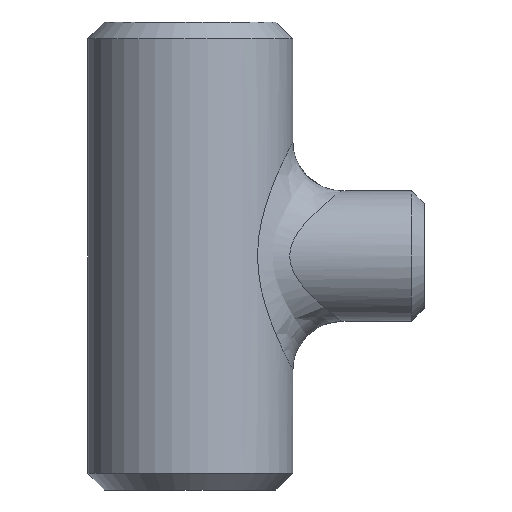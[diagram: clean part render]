
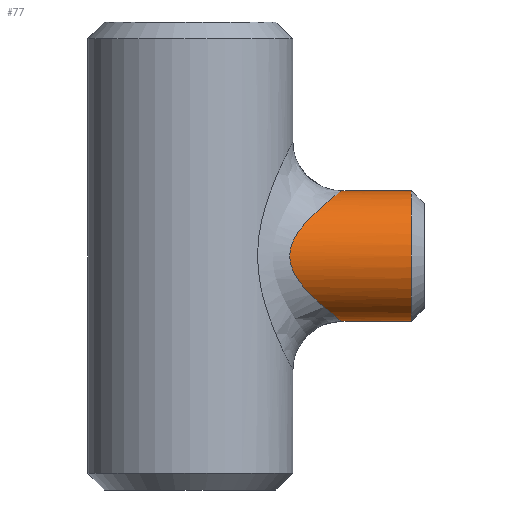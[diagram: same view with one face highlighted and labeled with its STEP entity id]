
A CAD part, front view. The second image highlights one B-rep face of the part: STEP entity #77.
In plain terms, the highlighted cylindrical face has radius 10.65 mm (diameter 21.3 mm), a partial arc.
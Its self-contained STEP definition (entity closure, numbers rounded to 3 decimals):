
#5 = CARTESIAN_POINT ( 'NONE',  ( 16.502, -10.495, -1.849 ) ) ;
#18 = CARTESIAN_POINT ( 'NONE',  ( 24.44, -2.169, 10.454 ) ) ;
#29 = CARTESIAN_POINT ( 'NONE',  ( 16.181, -10.657, 0.08 ) ) ;
#35 = ORIENTED_EDGE ( 'NONE', *, *, #364, .T. ) ;
#41 = CARTESIAN_POINT ( 'NONE',  ( 23.666, -4.053, -9.855 ) ) ;
#52 = DIRECTION ( 'NONE',  ( -1., 0., 0. ) ) ;
#65 = CARTESIAN_POINT ( 'NONE',  ( 24.7, 0., -10.65 ) ) ;
#77 = ADVANCED_FACE ( 'NONE', ( #1246 ), #967, .T. ) ;
#142 = CARTESIAN_POINT ( 'NONE',  ( 21.678, -6.766, 8.231 ) ) ;
#152 = CARTESIAN_POINT ( 'NONE',  ( 21.441, -7.007, 8.026 ) ) ;
#187 = CARTESIAN_POINT ( 'NONE',  ( 22.037, -6.377, -8.536 ) ) ;
#195 = CARTESIAN_POINT ( 'NONE',  ( 24.684, -0.522, 10.638 ) ) ;
#272 = DIRECTION ( 'NONE',  ( -1., 0., 0. ) ) ;
#277 = CARTESIAN_POINT ( 'NONE',  ( 17.13, -10.165, -3.258 ) ) ;
#297 = CARTESIAN_POINT ( 'NONE',  ( 16.87, -10.303, 2.717 ) ) ;
#298 = DIRECTION ( 'NONE',  ( -1., 0., 0. ) ) ;
#334 = CARTESIAN_POINT ( 'NONE',  ( 24.13, -3.035, -10.215 ) ) ;
#339 = DIRECTION ( 'NONE',  ( 0., 0., 1. ) ) ;
#341 = VERTEX_POINT ( 'NONE', #636 ) ;
#350 = DIRECTION ( 'NONE',  ( -1., 0., 0. ) ) ;
#364 = EDGE_CURVE ( 'NONE', #938, #1194, #487, .T. ) ;
#366 = CARTESIAN_POINT ( 'NONE',  ( 23.106, -4.994, -9.412 ) ) ;
#432 = CARTESIAN_POINT ( 'NONE',  ( 18.536, -9.332, 5.169 ) ) ;
#438 = CARTESIAN_POINT ( 'NONE',  ( 24.7, -0.105, 10.65 ) ) ;
#442 = CARTESIAN_POINT ( 'NONE',  ( 24.676, -0.626, 10.632 ) ) ;
#468 = VECTOR ( 'NONE', #52, 1000. ) ;
#487 = LINE ( 'NONE', #1695, #468 ) ;
#499 = CARTESIAN_POINT ( 'NONE',  ( 23.303, -4.688, -9.569 ) ) ;
#512 = CARTESIAN_POINT ( 'NONE',  ( 24.476, -1.932, -10.48 ) ) ;
#519 = CARTESIAN_POINT ( 'NONE',  ( 20.373, -7.991, -7.067 ) ) ;
#566 = EDGE_CURVE ( 'NONE', #1312, #938, #1006, .T. ) ;
#603 = CARTESIAN_POINT ( 'NONE',  ( 38.1, 0., -10.65 ) ) ;
#624 = CARTESIAN_POINT ( 'NONE',  ( 20.963, -7.464, 7.603 ) ) ;
#632 = CARTESIAN_POINT ( 'NONE',  ( 24.7, 0., 10.65 ) ) ;
#636 = CARTESIAN_POINT ( 'NONE',  ( 24.7, 0., -10.65 ) ) ;
#637 = CARTESIAN_POINT ( 'NONE',  ( 23.374, -4.57, 9.626 ) ) ;
#668 = CARTESIAN_POINT ( 'NONE',  ( 22.695, -5.575, -9.08 ) ) ;
#675 = CARTESIAN_POINT ( 'NONE',  ( 21.1, -7.337, -7.726 ) ) ;
#682 = B_SPLINE_CURVE_WITH_KNOTS ( 'NONE', 3,
 ( #632, #438, #1140, #195, #805 ),
 .UNSPECIFIED., .F., .F.,
 ( 4, 1, 4 ),
 ( 0., 0., 0.001 ),
 .UNSPECIFIED. ) ;
#756 = AXIS2_PLACEMENT_3D ( 'NONE', #924, #350, #339 ) ;
#764 = CARTESIAN_POINT ( 'NONE',  ( 16.202, -10.646, 0.48 ) ) ;
#786 = CARTESIAN_POINT ( 'NONE',  ( 18.069, -9.623, 4.61 ) ) ;
#799 = CARTESIAN_POINT ( 'NONE',  ( 24.56, -1.548, -10.544 ) ) ;
#805 = CARTESIAN_POINT ( 'NONE',  ( 24.676, -0.626, 10.632 ) ) ;
#818 = CARTESIAN_POINT ( 'NONE',  ( 18.915, -9.073, -5.586 ) ) ;
#828 = CARTESIAN_POINT ( 'NONE',  ( 19.156, -8.907, -5.846 ) ) ;
#835 = CARTESIAN_POINT ( 'NONE',  ( 24.672, -0.778, -10.629 ) ) ;
#887 = CARTESIAN_POINT ( 'NONE',  ( 17.539, -9.938, -3.882 ) ) ;
#907 = CARTESIAN_POINT ( 'NONE',  ( 16.704, -10.391, 2.364 ) ) ;
#924 = CARTESIAN_POINT ( 'NONE',  ( 38.1, 0., 0. ) ) ;
#938 = VERTEX_POINT ( 'NONE', #1532 ) ;
#950 = ORIENTED_EDGE ( 'NONE', *, *, #1030, .T. ) ;
#964 = CARTESIAN_POINT ( 'NONE',  ( 19.882, -8.381, -6.6 ) ) ;
#967 = CYLINDRICAL_SURFACE ( 'NONE', #756, 10.65 ) ;
#984 = ORIENTED_EDGE ( 'NONE', *, *, #566, .T. ) ;
#1006 = CIRCLE ( 'NONE', #1142, 10.65 ) ;
#1030 = EDGE_CURVE ( 'NONE', #1194, #1583, #682, .T. ) ;
#1032 = CARTESIAN_POINT ( 'NONE',  ( 23.556, -4.256, 9.769 ) ) ;
#1046 = B_SPLINE_CURVE_WITH_KNOTS ( 'NONE', 3,
 ( #442, #1053, #18, #1805, #1673, #1032, #637, #1503, #1537, #142, #152, #624, #1639, #1964, #1838, #432, #786, #1076, #1660, #297, #907, #1514, #1387, #764, #29, #1795, #1363, #5, #1221, #277, #887, #1494, #1570, #818, #828, #964, #519, #675, #1400, #1720, #187, #1265, #668, #366, #499, #41, #1737, #334, #1429, #512, #799, #835, #1243, #65 ),
 .UNSPECIFIED., .F., .F.,
 ( 4, 2, 2, 2, 2, 2, 2, 2, 2, 2, 2, 2, 2, 2, 2, 2, 2, 2, 2, 2, 2, 2, 2, 2, 2, 2, 4 ),
 ( 0.001, 0.003, 0.004, 0.005, 0.008, 0.009, 0.01, 0.013, 0.015, 0.016, 0.017, 0.019, 0.02, 0.021, 0.022, 0.024, 0.026, 0.027, 0.029, 0.03, 0.032, 0.033, 0.034, 0.035, 0.036, 0.038, 0.039 ),
 .UNSPECIFIED. ) ;
#1053 = CARTESIAN_POINT ( 'NONE',  ( 24.614, -1.417, 10.585 ) ) ;
#1076 = CARTESIAN_POINT ( 'NONE',  ( 17.436, -9.992, 3.699 ) ) ;
#1090 = CARTESIAN_POINT ( 'NONE',  ( 24.676, -0.626, 10.632 ) ) ;
#1139 = EDGE_LOOP ( 'NONE', ( #1597, #984, #35, #950, #1295 ) ) ;
#1140 = CARTESIAN_POINT ( 'NONE',  ( 24.696, -0.313, 10.647 ) ) ;
#1142 = AXIS2_PLACEMENT_3D ( 'NONE', #1643, #272, #1799 ) ;
#1194 = VERTEX_POINT ( 'NONE', #1232 ) ;
#1211 = CARTESIAN_POINT ( 'NONE',  ( 36.01, 0., -10.65 ) ) ;
#1221 = CARTESIAN_POINT ( 'NONE',  ( 16.643, -10.423, -2.216 ) ) ;
#1232 = CARTESIAN_POINT ( 'NONE',  ( 24.7, 0., 10.65 ) ) ;
#1243 = CARTESIAN_POINT ( 'NONE',  ( 24.7, -0.39, -10.65 ) ) ;
#1246 = FACE_OUTER_BOUND ( 'NONE', #1139, .T. ) ;
#1265 = CARTESIAN_POINT ( 'NONE',  ( 22.481, -5.85, -8.905 ) ) ;
#1295 = ORIENTED_EDGE ( 'NONE', *, *, #1392, .T. ) ;
#1312 = VERTEX_POINT ( 'NONE', #1211 ) ;
#1363 = CARTESIAN_POINT ( 'NONE',  ( 16.293, -10.601, -1.089 ) ) ;
#1387 = CARTESIAN_POINT ( 'NONE',  ( 16.331, -10.582, 1.263 ) ) ;
#1392 = EDGE_CURVE ( 'NONE', #1583, #341, #1046, .T. ) ;
#1400 = CARTESIAN_POINT ( 'NONE',  ( 21.34, -7.108, -7.938 ) ) ;
#1429 = CARTESIAN_POINT ( 'NONE',  ( 24.261, -2.674, -10.316 ) ) ;
#1494 = CARTESIAN_POINT ( 'NONE',  ( 18.208, -9.532, -4.76 ) ) ;
#1503 = CARTESIAN_POINT ( 'NONE',  ( 22.796, -5.468, 9.164 ) ) ;
#1514 = CARTESIAN_POINT ( 'NONE',  ( 16.435, -10.53, 1.639 ) ) ;
#1532 = CARTESIAN_POINT ( 'NONE',  ( 36.01, 0., 10.65 ) ) ;
#1537 = CARTESIAN_POINT ( 'NONE',  ( 22.366, -6.012, 8.814 ) ) ;
#1570 = CARTESIAN_POINT ( 'NONE',  ( 18.442, -9.385, -5.043 ) ) ;
#1583 = VERTEX_POINT ( 'NONE', #1090 ) ;
#1597 = ORIENTED_EDGE ( 'NONE', *, *, #1830, .F. ) ;
#1639 = CARTESIAN_POINT ( 'NONE',  ( 20.721, -7.681, 7.384 ) ) ;
#1643 = CARTESIAN_POINT ( 'NONE',  ( 36.01, 0., 0. ) ) ;
#1660 = CARTESIAN_POINT ( 'NONE',  ( 17.236, -10.104, 3.383 ) ) ;
#1673 = CARTESIAN_POINT ( 'NONE',  ( 23.891, -3.596, 10.031 ) ) ;
#1695 = CARTESIAN_POINT ( 'NONE',  ( 38.1, 0., 10.65 ) ) ;
#1720 = CARTESIAN_POINT ( 'NONE',  ( 21.809, -6.628, -8.342 ) ) ;
#1737 = CARTESIAN_POINT ( 'NONE',  ( 23.832, -3.723, -9.985 ) ) ;
#1795 = CARTESIAN_POINT ( 'NONE',  ( 16.227, -10.634, -0.703 ) ) ;
#1799 = DIRECTION ( 'NONE',  ( 0., 0., -1. ) ) ;
#1805 = CARTESIAN_POINT ( 'NONE',  ( 24.045, -3.247, 10.15 ) ) ;
#1830 = EDGE_CURVE ( 'NONE', #1312, #341, #1966, .T. ) ;
#1838 = CARTESIAN_POINT ( 'NONE',  ( 19.5, -8.668, 6.219 ) ) ;
#1878 = VECTOR ( 'NONE', #298, 1000. ) ;
#1964 = CARTESIAN_POINT ( 'NONE',  ( 19.992, -8.298, 6.703 ) ) ;
#1966 = LINE ( 'NONE', #603, #1878 ) ;
